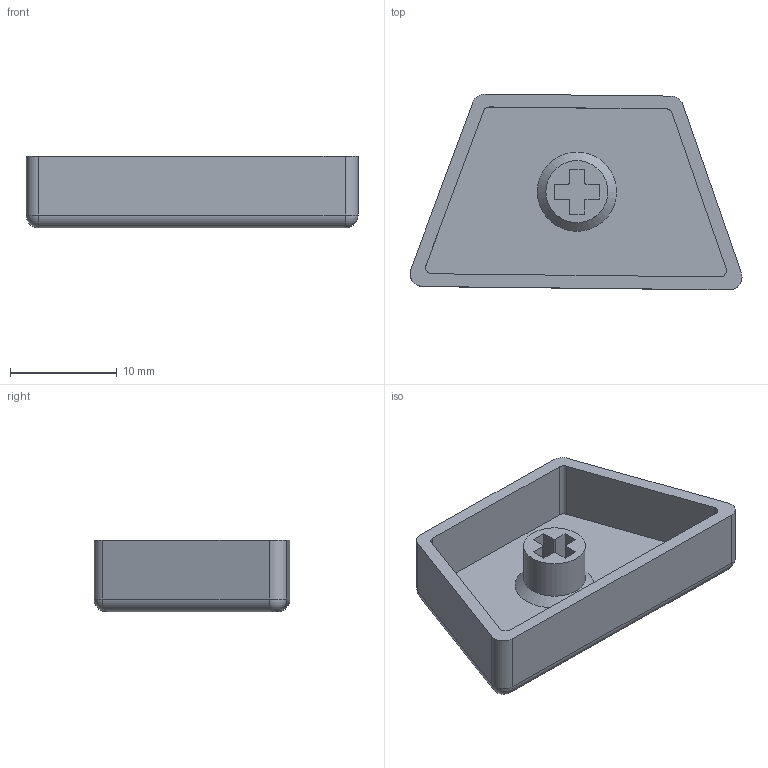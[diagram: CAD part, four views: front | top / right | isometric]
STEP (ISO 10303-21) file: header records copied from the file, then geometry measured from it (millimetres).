
FILE_DESCRIPTION(('HOOPS Exchange Step'),'2;1');
FILE_NAME('temp_export','2023-11-26T15:25:10-05:00',('jscotto'),('Shapr3D Limited'),'HOOPS Exchange 2023.2','Shapr3D','Authorized');
FILE_SCHEMA( ('AUTOMOTIVE_DESIGN { 1 0 10303 214 1 1 1 1 }') );
Length unit declared in the file: millimetre
Products named in the file (1): Keycap (1.00u)
Bounding box: 31.03 x 18.3 x 6.7 mm (x, y, z)
Volume: 1156.8 mm3; surface area: 2032.8 mm2
Topology: 1 solids, 1 shells, 50 faces, 125 edges, 75 vertices
Faces by surface type: plane 25, cylinder 19, sphere 5, cone 1
Full cylindrical faces by diameter (mm): 5.8 x1
Entity records: 1468 total; most frequent: DIRECTION 262, CARTESIAN_POINT 246, ORIENTED_EDGE 240, EDGE_CURVE 120, AXIS2_PLACEMENT_3D 91, VECTOR 80, LINE 80, VERTEX_POINT 75
